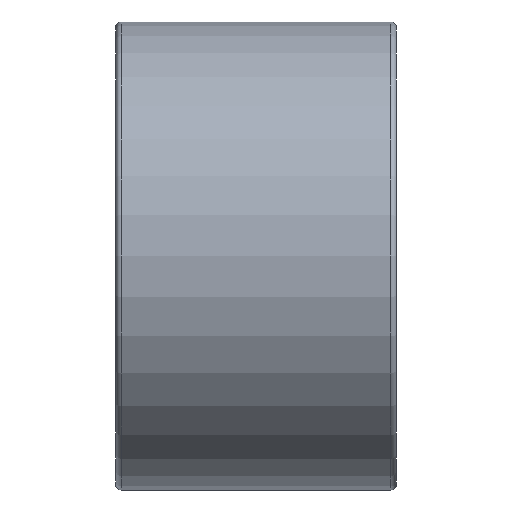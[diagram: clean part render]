
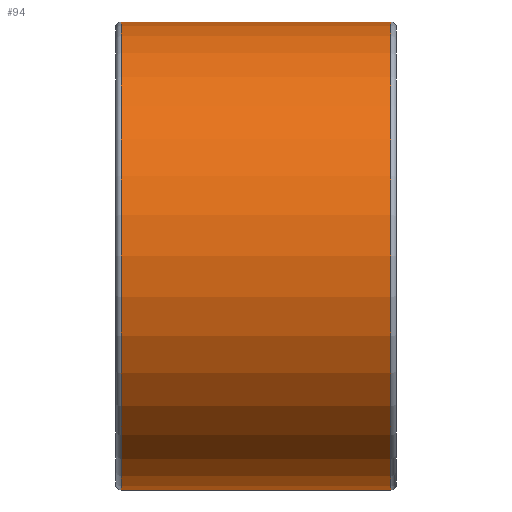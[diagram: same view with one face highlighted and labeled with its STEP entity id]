
A CAD part, front view. The second image highlights one B-rep face of the part: STEP entity #94.
In plain terms, the highlighted cylindrical face has radius 25 mm (diameter 50 mm), a partial arc.
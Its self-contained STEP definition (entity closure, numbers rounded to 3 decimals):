
#94=ADVANCED_FACE('',(#140),#141,.T.);
#140=FACE_OUTER_BOUND('',#190,.T.);
#141=CYLINDRICAL_SURFACE('',#191,25.0);
#190=EDGE_LOOP('',(#337,#338,#339,#340,#341,#342));
#191=AXIS2_PLACEMENT_3D('',#343,#344,#345);
#337=ORIENTED_EDGE('',*,*,#360,.T.);
#338=ORIENTED_EDGE('',*,*,#407,.F.);
#339=ORIENTED_EDGE('',*,*,#406,.F.);
#340=ORIENTED_EDGE('',*,*,#362,.T.);
#341=ORIENTED_EDGE('',*,*,#405,.T.);
#342=ORIENTED_EDGE('',*,*,#404,.T.);
#343=CARTESIAN_POINT('',(15.0,0.0,0.0));
#344=DIRECTION('',(-1.0,0.0,0.0));
#345=DIRECTION('',(0.0,0.0,-1.0));
#360=EDGE_CURVE('',#408,#409,#410,.T.);
#362=EDGE_CURVE('',#413,#411,#414,.T.);
#404=EDGE_CURVE('',#482,#408,#483,.T.);
#405=EDGE_CURVE('',#411,#482,#484,.T.);
#406=EDGE_CURVE('',#413,#485,#486,.T.);
#407=EDGE_CURVE('',#485,#409,#487,.T.);
#408=VERTEX_POINT('',#488);
#409=VERTEX_POINT('',#489);
#410=LINE('',#490,#491);
#411=VERTEX_POINT('',#492);
#413=VERTEX_POINT('',#494);
#414=LINE('',#495,#496);
#482=VERTEX_POINT('',#574);
#483=CIRCLE('',#575,25.0);
#484=CIRCLE('',#576,25.0);
#485=VERTEX_POINT('',#577);
#486=CIRCLE('',#578,25.0);
#487=CIRCLE('',#579,25.0);
#488=CARTESIAN_POINT('',(0.6,0.,-25.0));
#489=CARTESIAN_POINT('',(29.4,0.,-25.0));
#490=CARTESIAN_POINT('',(15.0,0.,-25.0));
#491=VECTOR('',#580,1.0);
#492=CARTESIAN_POINT('',(0.6,0.,25.0));
#494=CARTESIAN_POINT('',(29.4,0.,25.0));
#495=CARTESIAN_POINT('',(15.0,0.,25.0));
#496=VECTOR('',#584,1.0);
#574=CARTESIAN_POINT('',(0.6,-25.0,0.));
#575=AXIS2_PLACEMENT_3D('',#688,#689,#690);
#576=AXIS2_PLACEMENT_3D('',#691,#692,#693);
#577=CARTESIAN_POINT('',(29.4,-25.0,0.0));
#578=AXIS2_PLACEMENT_3D('',#694,#695,#696);
#579=AXIS2_PLACEMENT_3D('',#697,#698,#699);
#580=DIRECTION('',(1.0,0.0,0.0));
#584=DIRECTION('',(-1.0,0.0,0.0));
#688=CARTESIAN_POINT('',(0.6,0.,0.));
#689=DIRECTION('',(1.0,0.0,0.0));
#690=DIRECTION('',(0.0,0.0,-1.0));
#691=CARTESIAN_POINT('',(0.6,0.,0.));
#692=DIRECTION('',(1.0,0.0,0.0));
#693=DIRECTION('',(0.0,0.0,-1.0));
#694=CARTESIAN_POINT('',(29.4,0.,0.0));
#695=DIRECTION('',(1.0,0.0,0.0));
#696=DIRECTION('',(0.0,0.0,-1.0));
#697=CARTESIAN_POINT('',(29.4,0.,0.0));
#698=DIRECTION('',(1.0,0.0,0.0));
#699=DIRECTION('',(0.0,0.0,-1.0));
